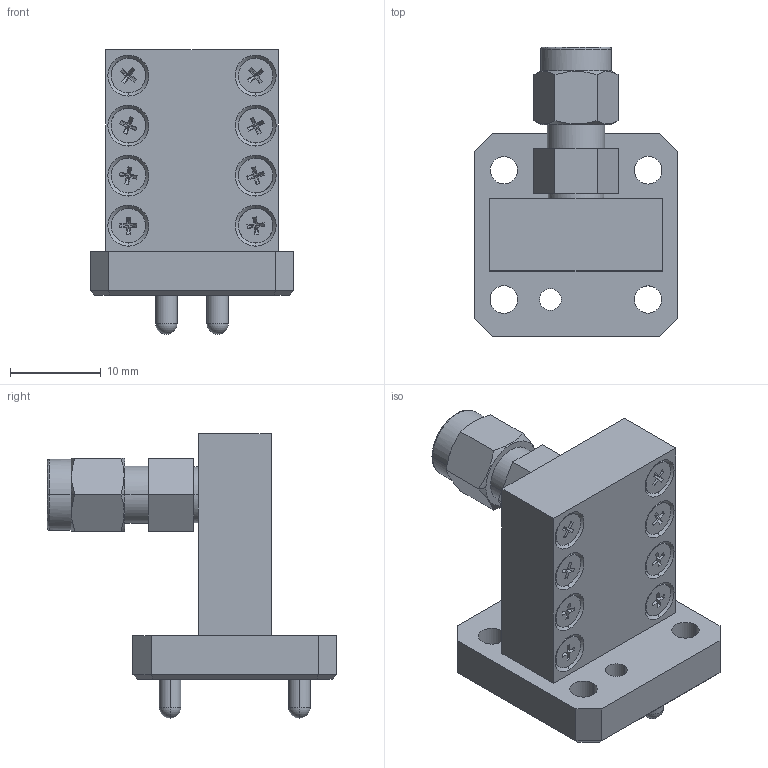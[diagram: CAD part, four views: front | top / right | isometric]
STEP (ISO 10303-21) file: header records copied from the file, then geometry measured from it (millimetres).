
FILE_DESCRIPTION (( 'STEP AP203' ), '1' );
FILE_NAME ('SWC-180KM-R3-WRD.STEP', '2022-04-19T19:11:17', ( '' ), ( '' ), 'SwSTEP 2.0', 'SolidWorks 2021', '' );
FILE_SCHEMA (( 'CONFIG_CONTROL_DESIGN' ));
Length unit declared in the file: inch
Products named in the file (1): SWC-180KM-R3-WRD
Bounding box: 22.4 x 31.8 x 31.3 mm (x, y, z)
Surface area: 3978.4 mm2 (no closed solid volume)
Topology: 0 solids, 4 shells, 284 faces, 710 edges, 462 vertices
Faces by surface type: plane 178, cylinder 74, cone 26, sphere 4, bspline 2
Entity records: 9846 total; most frequent: CARTESIAN_POINT 3241, ORIENTED_EDGE 1400, DIRECTION 1206, EDGE_CURVE 704, VERTEX_POINT 460, VECTOR 428, LINE 428, AXIS2_PLACEMENT_3D 389
